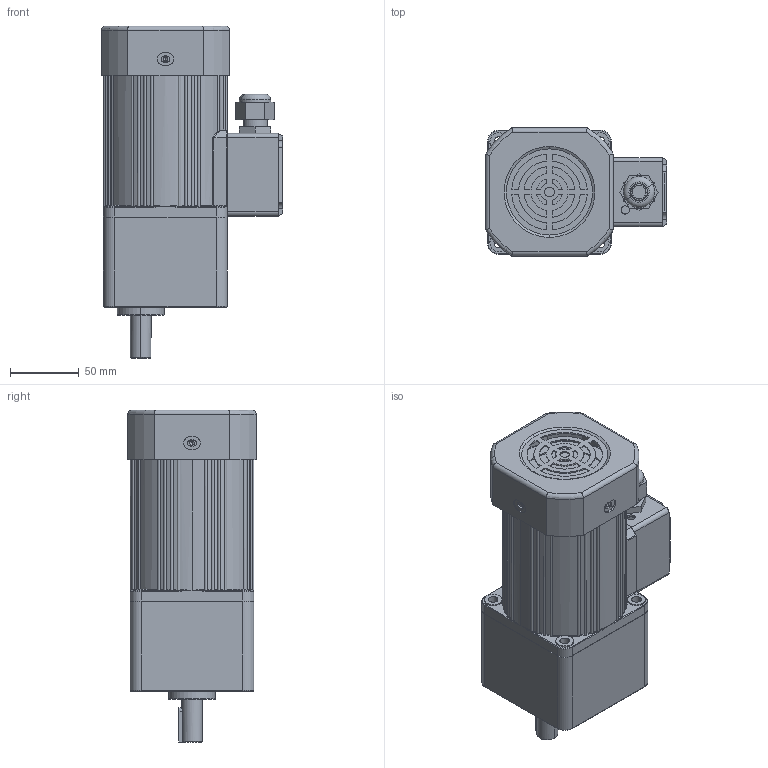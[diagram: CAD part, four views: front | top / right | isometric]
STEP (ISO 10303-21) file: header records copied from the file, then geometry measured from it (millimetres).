
FILE_DESCRIPTION (( 'STEP AP203' ), '1' );
FILE_NAME ('5IK90-140-T+5GU3-750KB.STEP', '2020-01-10T00:34:49', ( 'Sky123.Org' ), ( 'Sky123.Org' ), 'SwSTEP 2.0', 'SolidWorks 2014', '' );
FILE_SCHEMA (( 'CONFIG_CONTROL_DESIGN' ));
Length unit declared in the file: millimetre
Products named in the file (9): NPT1-2萇擢芛蚾饜极; 5GU3-750KB; 5IK90-140-T+5GU3-750KB; 5IK90-140A; 90傻瑞欶褲; 峚倰萇儂諉盄碟02; NPT1-2萇擢芛; NPT1-2つ踡芛
Assembly tree (8 placements, depth 3):
  5IK90-140-T+5GU3-750KB
    5IK90-140A
    90傻瑞欶褲
    峚倰萇儂諉盄碟02
    NPT1-2萇擢芛蚾饜极
      NPT1-2萇擢芛
      NPT1-2つ踡芛
    5GU3-750KB
      5GU3-750KB
Bounding box: 131.5 x 93 x 241 mm (x, y, z)
Volume: 1343432 mm3; surface area: 173947.9 mm2
Topology: 6 solids, 6 shells, 785 faces, 2086 edges, 1318 vertices
Faces by surface type: plane 312, cylinder 291, torus 108, cone 40, bspline 30, sphere 4
Entity records: 27313 total; most frequent: CARTESIAN_POINT 6812, DIRECTION 4156, ORIENTED_EDGE 4100, EDGE_CURVE 2050, AXIS2_PLACEMENT_3D 1586, VERTEX_POINT 1318, VECTOR 984, LINE 984
